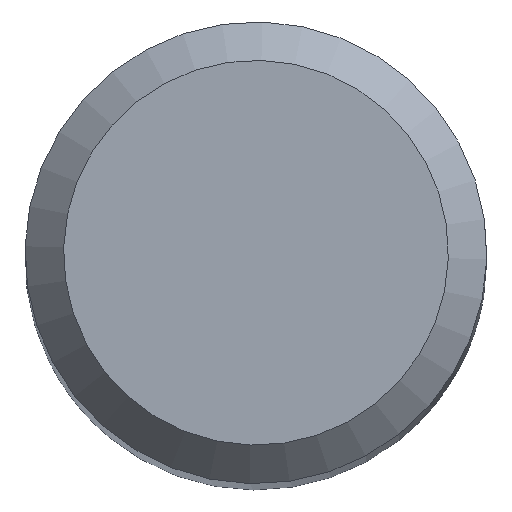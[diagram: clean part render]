
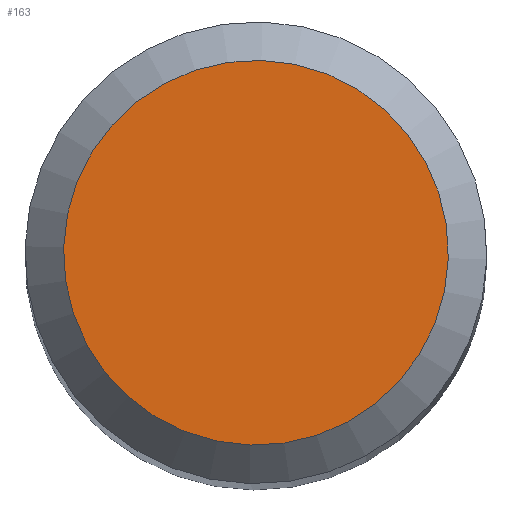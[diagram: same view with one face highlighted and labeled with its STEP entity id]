
A CAD part, top view. The second image highlights one B-rep face of the part: STEP entity #163.
In plain terms, the highlighted planar face has unit normal (0, 0, 1).
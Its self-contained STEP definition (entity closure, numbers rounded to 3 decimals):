
#106=PLANE('',#738);
#126=FACE_OUTER_BOUND('',#238,.T.);
#163=ADVANCED_FACE('',(#126),#106,.F.);
#238=EDGE_LOOP('',(#294));
#294=ORIENTED_EDGE('',*,*,#555,.F.);
#488=VERTEX_POINT('',#1111);
#555=EDGE_CURVE('',#488,#488,#647,.T.);
#647=CIRCLE('',#736,4.997);
#736=AXIS2_PLACEMENT_3D('',#1110,#851,#852);
#738=AXIS2_PLACEMENT_3D('',#1113,#855,#856);
#851=DIRECTION('',(0.,0.,-1.));
#852=DIRECTION('',(0.621,-0.784,0.));
#855=DIRECTION('',(0.,0.,-1.));
#856=DIRECTION('',(0.621,-0.784,0.));
#1110=CARTESIAN_POINT('',(0.,0.,0.));
#1111=CARTESIAN_POINT('',(3.103,-3.917,0.));
#1113=CARTESIAN_POINT('',(-3.917,-3.103,0.));
